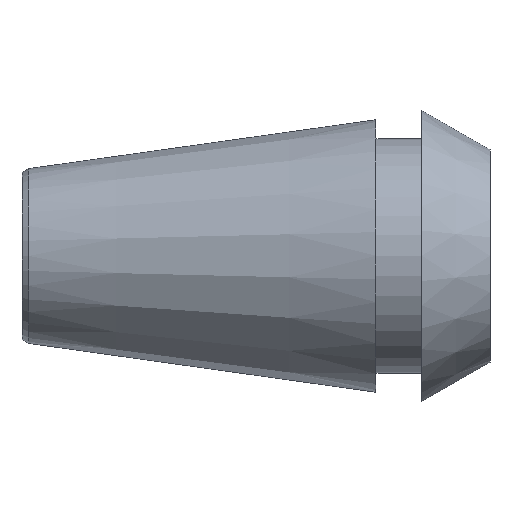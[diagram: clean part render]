
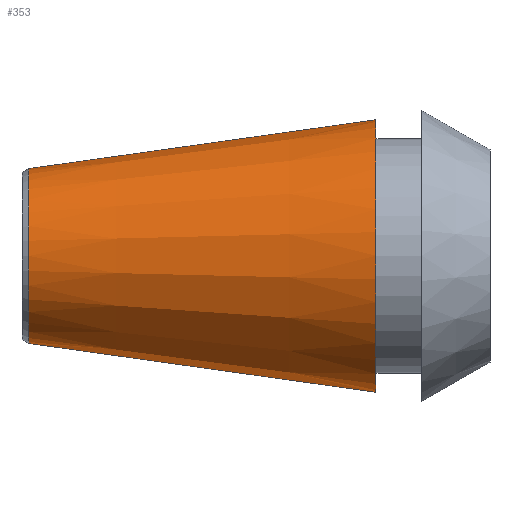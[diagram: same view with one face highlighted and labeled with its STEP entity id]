
A CAD part, top view. The second image highlights one B-rep face of the part: STEP entity #353.
In plain terms, the highlighted conical face has half-angle 8.001 degrees and reference radius 6.566 mm.
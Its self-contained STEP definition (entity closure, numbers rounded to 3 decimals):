
#67=CARTESIAN_POINT('',(-27.1,0.,0.));
#68=DIRECTION('',(1.,0.,0.));
#69=DIRECTION('',(0.,1.,0.));
#70=AXIS2_PLACEMENT_3D('',#67,#68,#69);
#72=CARTESIAN_POINT('',(-6.7,0.,0.));
#73=DIRECTION('',(1.,0.,0.));
#74=DIRECTION('',(0.,1.,0.));
#75=AXIS2_PLACEMENT_3D('',#72,#73,#74);
#100=DIRECTION('',(-0.99,0.139,0.));
#101=VECTOR('',#100,20.601);
#102=CARTESIAN_POINT('',(-6.7,-8.,0.));
#103=LINE('',#102,#101);
#109=DIRECTION('',(-0.99,-0.139,0.));
#110=VECTOR('',#109,20.601);
#111=CARTESIAN_POINT('',(-6.7,8.,0.));
#112=LINE('',#111,#110);
#209=CARTESIAN_POINT('',(-27.1,5.133,0.));
#210=CARTESIAN_POINT('',(-27.1,-5.133,0.));
#211=VERTEX_POINT('',#209);
#212=VERTEX_POINT('',#210);
#221=CARTESIAN_POINT('',(-6.7,8.,0.));
#222=CARTESIAN_POINT('',(-6.7,-8.,0.));
#223=VERTEX_POINT('',#221);
#224=VERTEX_POINT('',#222);
#339=CARTESIAN_POINT('',(-16.9,0.,0.));
#340=DIRECTION('',(1.,0.,0.));
#341=DIRECTION('',(0.,-1.,0.));
#342=AXIS2_PLACEMENT_3D('',#339,#340,#341);
#343=CONICAL_SURFACE('',#342,6.566,8.001);
#345=ORIENTED_EDGE('',*,*,#344,.F.);
#347=ORIENTED_EDGE('',*,*,#346,.F.);
#348=ORIENTED_EDGE('',*,*,#328,.T.);
#350=ORIENTED_EDGE('',*,*,#349,.T.);
#351=EDGE_LOOP('',(#345,#347,#348,#350));
#352=FACE_OUTER_BOUND('',#351,.F.);
#353=ADVANCED_FACE('',(#352),#343,.T.);
#71=CIRCLE('',#70,5.133);
#76=CIRCLE('',#75,8.);
#328=EDGE_CURVE('',#223,#224,#76,.T.);
#344=EDGE_CURVE('',#211,#212,#71,.T.);
#346=EDGE_CURVE('',#223,#211,#112,.T.);
#349=EDGE_CURVE('',#224,#212,#103,.T.);
